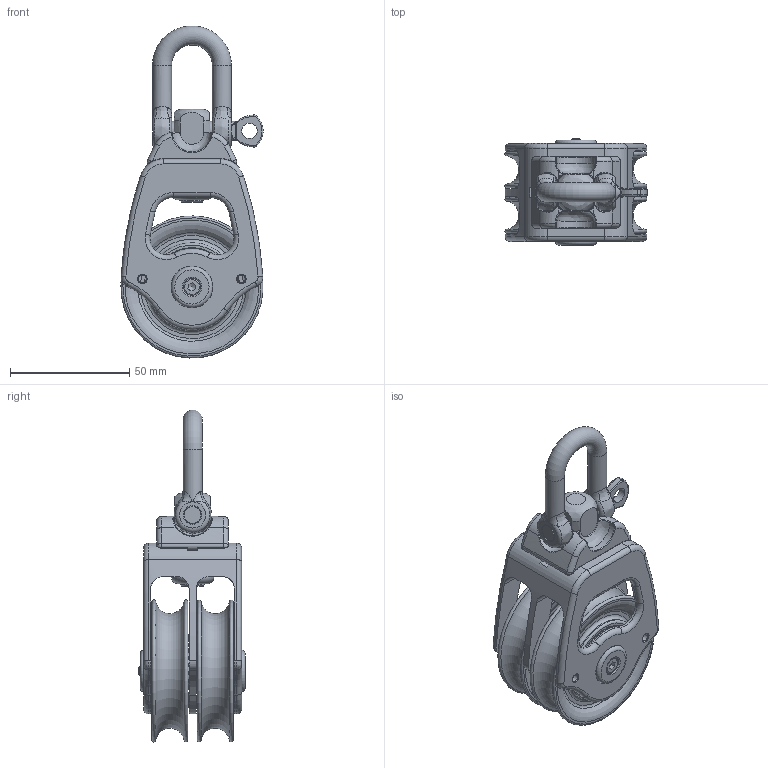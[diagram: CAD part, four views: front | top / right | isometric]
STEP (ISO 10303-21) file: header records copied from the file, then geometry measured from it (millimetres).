
FILE_DESCRIPTION(/* description */ (''),/* implementation_level */ '2;1');
FILE_NAME(/* name */ '00603.stp',/* time_stamp */ '2019-03-14T11:42:04+01:00',/* author */ ('gianni'),/* organization */ (''),/* preprocessor_version */ 'ST-DEVELOPER v16.5',/* originating_system */ 'Autodesk Inventor 2017',/* authorisation */ '');
FILE_SCHEMA (('AUTOMOTIVE_DESIGN { 1 0 10303 214 3 1 1 }'));
Length unit declared in the file: millimetre
Products named in the file (1): 19031401
Bounding box: 59.54 x 44.5 x 138.98 mm (x, y, z)
Volume: 116695.2 mm3; surface area: 45475.8 mm2
Topology: 2 solids, 2 shells, 587 faces, 1272 edges, 832 vertices
Faces by surface type: cylinder 155, plane 125, sphere 120, torus 90, bspline 73, cone 24
Full cylindrical faces by diameter (mm): 3.3 x4, 4 x1, 4.5 x1, 6.5 x2, 7 x2, 7.3 x1, 8 x3, 8.2 x1, 8.5 x1, 10 x1, 15 x4, 17.3 x1, 17.5 x1, 17.9 x1, 18 x1, 19 x1, 26.6 x4, 37 x4
Entity records: 17900 total; most frequent: CARTESIAN_POINT 5452, DIRECTION 2694, ORIENTED_EDGE 2304, AXIS2_PLACEMENT_3D 1219, EDGE_CURVE 1152, EDGE_LOOP 848, VERTEX_POINT 806, CIRCLE 672
